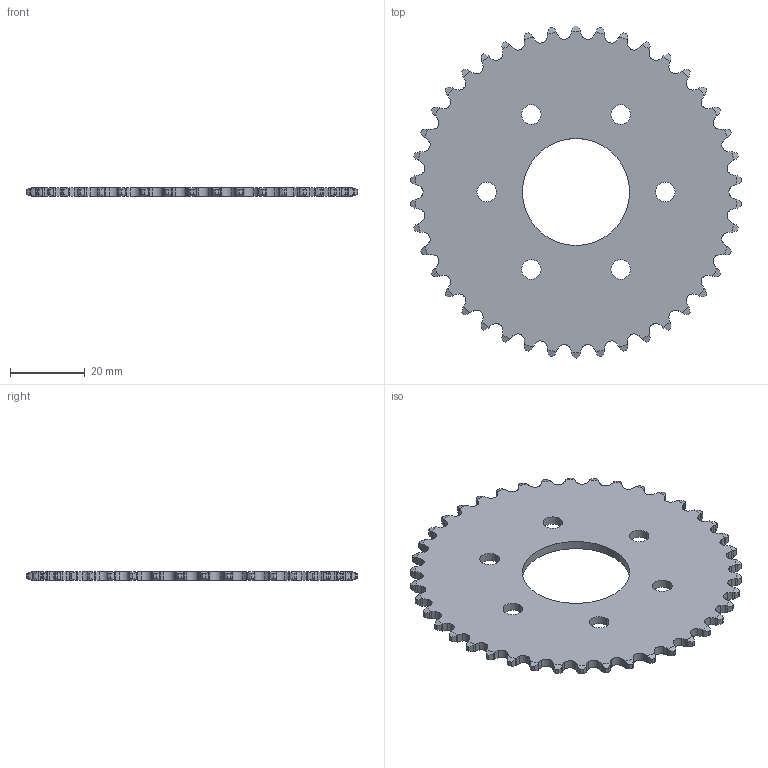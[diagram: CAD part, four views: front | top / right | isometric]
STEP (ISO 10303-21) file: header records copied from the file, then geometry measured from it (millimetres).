
FILE_DESCRIPTION (( 'STEP AP214' ), '1' );
FILE_NAME ('am-0235 S25-42L.STEP', '2015-10-07T15:59:58', ( '' ), ( '' ), 'SwSTEP 2.0', 'SolidWorks 2014', '' );
FILE_SCHEMA (( 'AUTOMOTIVE_DESIGN' ));
Length unit declared in the file: inch
Products named in the file (1): am-0235 S25-42L
Bounding box: 88.35 x 88.54 x 2.34 mm (x, y, z)
Volume: 11288 mm3; surface area: 11053.3 mm2
Topology: 1 solids, 1 shells, 459 faces, 1371 edges, 914 vertices
Faces by surface type: cylinder 289, plane 86, cone 84
Entity records: 16323 total; most frequent: CARTESIAN_POINT 4109, ORIENTED_EDGE 2742, DIRECTION 2425, EDGE_CURVE 1371, AXIS2_PLACEMENT_3D 942, VERTEX_POINT 914, LINE 541, VECTOR 541
